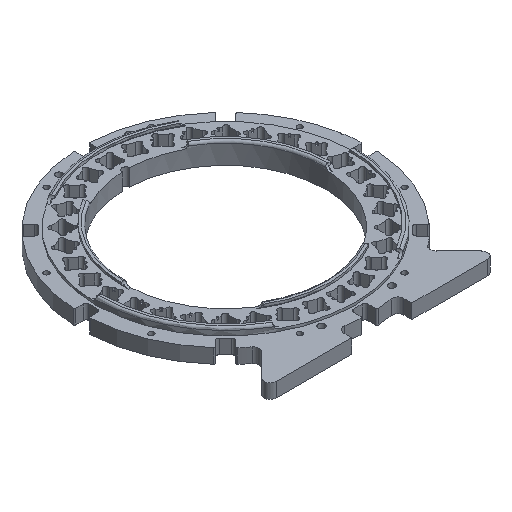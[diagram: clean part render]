
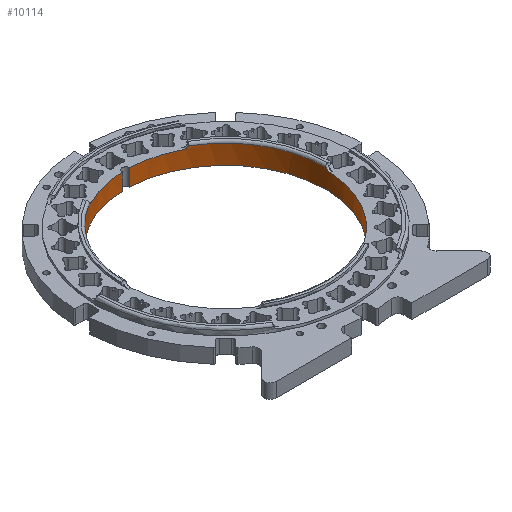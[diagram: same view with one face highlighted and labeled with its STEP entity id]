
A CAD part, isometric view. The second image highlights one B-rep face of the part: STEP entity #10114.
In plain terms, the highlighted cylindrical face has radius 83 mm (diameter 166 mm), a partial arc.
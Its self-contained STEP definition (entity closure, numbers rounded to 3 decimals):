
#43=B_SPLINE_CURVE_WITH_KNOTS('',3,(#15524,#15525,#15526,#15527,#15528,
#15529,#15530,#15531),.UNSPECIFIED.,.F.,.F.,(4,2,2,4),(1.406,
1.508,1.658,1.809),.UNSPECIFIED.);
#47=B_SPLINE_CURVE_WITH_KNOTS('',3,(#15566,#15567,#15568,#15569,#15570,
#15571,#15572,#15573),.UNSPECIFIED.,.F.,.F.,(4,2,2,4),(0.603,
0.754,0.905,1.006),.UNSPECIFIED.);
#63=B_SPLINE_CURVE_WITH_KNOTS('',3,(#15744,#15745,#15746,#15747,#15748,
#15749,#15750,#15751),.UNSPECIFIED.,.F.,.F.,(4,2,2,4),(1.406,
1.508,1.658,1.809),.UNSPECIFIED.);
#67=B_SPLINE_CURVE_WITH_KNOTS('',3,(#15786,#15787,#15788,#15789,#15790,
#15791,#15792,#15793),.UNSPECIFIED.,.F.,.F.,(4,2,2,4),(0.603,
0.754,0.905,1.006),.UNSPECIFIED.);
#83=B_SPLINE_CURVE_WITH_KNOTS('',3,(#16014,#16015,#16016,#16017,#16018,
#16019,#16020,#16021),.UNSPECIFIED.,.F.,.F.,(4,2,2,4),(1.406,
1.508,1.658,1.809),.UNSPECIFIED.);
#87=B_SPLINE_CURVE_WITH_KNOTS('',3,(#16056,#16057,#16058,#16059,#16060,
#16061,#16062,#16063),.UNSPECIFIED.,.F.,.F.,(4,2,2,4),(0.603,
0.754,0.905,1.006),.UNSPECIFIED.);
#917=FACE_OUTER_BOUND('',#1557,.T.);
#1557=EDGE_LOOP('',(#9013,#9014,#9015,#9016,#9017,#9018,#9019,#9020,#9021,
#9022,#9023,#9024,#9025,#9026,#9027,#9028));
#1633=LINE('',#14347,#2496);
#1634=LINE('',#14350,#2497);
#2496=VECTOR('',#11298,10.);
#2497=VECTOR('',#11301,10.);
#3527=CIRCLE('',#10370,83.);
#3529=CIRCLE('',#10372,83.);
#3531=CIRCLE('',#10374,83.);
#3533=CIRCLE('',#10376,83.);
#3624=CIRCLE('',#10468,83.);
#3654=CIRCLE('',#10537,83.);
#3667=CIRCLE('',#10562,83.);
#3679=CIRCLE('',#10590,83.);
#3921=VERTEX_POINT('',#14343);
#3922=VERTEX_POINT('',#14344);
#3923=VERTEX_POINT('',#14346);
#3924=VERTEX_POINT('',#14348);
#4257=VERTEX_POINT('',#15016);
#4260=VERTEX_POINT('',#15022);
#4261=VERTEX_POINT('',#15024);
#4264=VERTEX_POINT('',#15030);
#4265=VERTEX_POINT('',#15032);
#4268=VERTEX_POINT('',#15038);
#4432=VERTEX_POINT('',#15511);
#4436=VERTEX_POINT('',#15565);
#4456=VERTEX_POINT('',#15731);
#4460=VERTEX_POINT('',#15785);
#4481=VERTEX_POINT('',#16001);
#4485=VERTEX_POINT('',#16055);
#4912=EDGE_CURVE('',#3923,#3921,#1633,.T.);
#4914=EDGE_CURVE('',#3922,#3924,#1634,.T.);
#5247=EDGE_CURVE('',#4257,#3922,#3527,.T.);
#5251=EDGE_CURVE('',#4261,#4260,#3529,.T.);
#5255=EDGE_CURVE('',#4265,#4264,#3531,.T.);
#5259=EDGE_CURVE('',#3921,#4268,#3533,.T.);
#5380=EDGE_CURVE('',#3923,#3924,#3624,.T.);
#5446=EDGE_CURVE('',#4268,#4432,#43,.F.);
#5451=EDGE_CURVE('',#4265,#4436,#47,.T.);
#5474=EDGE_CURVE('',#4260,#4456,#63,.F.);
#5479=EDGE_CURVE('',#4257,#4460,#67,.T.);
#5494=EDGE_CURVE('',#4432,#4436,#3654,.T.);
#5507=EDGE_CURVE('',#4456,#4460,#3667,.T.);
#5527=EDGE_CURVE('',#4264,#4481,#83,.F.);
#5532=EDGE_CURVE('',#4261,#4485,#87,.T.);
#5547=EDGE_CURVE('',#4481,#4485,#3679,.T.);
#9013=ORIENTED_EDGE('',*,*,#4912,.T.);
#9014=ORIENTED_EDGE('',*,*,#5259,.T.);
#9015=ORIENTED_EDGE('',*,*,#5446,.T.);
#9016=ORIENTED_EDGE('',*,*,#5494,.T.);
#9017=ORIENTED_EDGE('',*,*,#5451,.F.);
#9018=ORIENTED_EDGE('',*,*,#5255,.T.);
#9019=ORIENTED_EDGE('',*,*,#5527,.T.);
#9020=ORIENTED_EDGE('',*,*,#5547,.T.);
#9021=ORIENTED_EDGE('',*,*,#5532,.F.);
#9022=ORIENTED_EDGE('',*,*,#5251,.T.);
#9023=ORIENTED_EDGE('',*,*,#5474,.T.);
#9024=ORIENTED_EDGE('',*,*,#5507,.T.);
#9025=ORIENTED_EDGE('',*,*,#5479,.F.);
#9026=ORIENTED_EDGE('',*,*,#5247,.T.);
#9027=ORIENTED_EDGE('',*,*,#4914,.T.);
#9028=ORIENTED_EDGE('',*,*,#5380,.F.);
#9609=CYLINDRICAL_SURFACE('',#11192,83.);
#10114=ADVANCED_FACE('',(#917),#9609,.F.);
#10370=AXIS2_PLACEMENT_3D('',#15017,#11802,#11803);
#10372=AXIS2_PLACEMENT_3D('',#15025,#11808,#11809);
#10374=AXIS2_PLACEMENT_3D('',#15033,#11814,#11815);
#10376=AXIS2_PLACEMENT_3D('',#15040,#11820,#11821);
#10468=AXIS2_PLACEMENT_3D('',#15282,#12034,#12035);
#10537=AXIS2_PLACEMENT_3D('',#15837,#12216,#12217);
#10562=AXIS2_PLACEMENT_3D('',#15863,#12266,#12267);
#10590=AXIS2_PLACEMENT_3D('',#16107,#12330,#12331);
#11192=AXIS2_PLACEMENT_3D('',#17599,#14059,#14060);
#11298=DIRECTION('',(0.,0.,1.));
#11301=DIRECTION('',(0.,0.,-1.));
#11802=DIRECTION('center_axis',(0.,0.,1.));
#11803=DIRECTION('ref_axis',(1.,0.,0.));
#11808=DIRECTION('center_axis',(0.,0.,1.));
#11809=DIRECTION('ref_axis',(1.,0.,0.));
#11814=DIRECTION('center_axis',(0.,0.,1.));
#11815=DIRECTION('ref_axis',(1.,0.,0.));
#11820=DIRECTION('center_axis',(0.,0.,1.));
#11821=DIRECTION('ref_axis',(1.,0.,0.));
#12034=DIRECTION('center_axis',(0.,0.,1.));
#12035=DIRECTION('ref_axis',(1.,0.,0.));
#12216=DIRECTION('center_axis',(0.,0.,1.));
#12217=DIRECTION('ref_axis',(-0.5,0.866,0.));
#12266=DIRECTION('center_axis',(0.,0.,1.));
#12267=DIRECTION('ref_axis',(1.,0.,0.));
#12330=DIRECTION('center_axis',(0.,0.,1.));
#12331=DIRECTION('ref_axis',(-0.5,-0.866,0.));
#14059=DIRECTION('center_axis',(0.,0.,1.));
#14060=DIRECTION('ref_axis',(0.,-1.,0.));
#14343=CARTESIAN_POINT('',(-3.,82.946,12.));
#14344=CARTESIAN_POINT('',(3.,82.946,12.));
#14346=CARTESIAN_POINT('',(-3.,82.946,-2.));
#14347=CARTESIAN_POINT('',(-3.,82.946,-2.));
#14348=CARTESIAN_POINT('',(3.,82.946,-2.));
#14350=CARTESIAN_POINT('',(3.,82.946,-2.));
#15016=CARTESIAN_POINT('',(37.988,73.797,12.));
#15017=CARTESIAN_POINT('Origin',(0.,0.,12.));
#15022=CARTESIAN_POINT('',(82.904,-4.,12.));
#15024=CARTESIAN_POINT('',(44.916,-69.797,12.));
#15025=CARTESIAN_POINT('Origin',(0.,0.,12.));
#15030=CARTESIAN_POINT('',(-44.916,-69.797,12.));
#15032=CARTESIAN_POINT('',(-82.904,-4.,12.));
#15033=CARTESIAN_POINT('Origin',(0.,0.,12.));
#15038=CARTESIAN_POINT('',(-37.988,73.797,12.));
#15040=CARTESIAN_POINT('Origin',(0.,0.,12.));
#15282=CARTESIAN_POINT('Origin',(0.,0.,-2.));
#15511=CARTESIAN_POINT('',(-41.035,72.147,14.));
#15524=CARTESIAN_POINT('Ctrl Pts',(-41.035,72.147,14.));
#15525=CARTESIAN_POINT('Ctrl Pts',(-40.88,72.235,13.691));
#15526=CARTESIAN_POINT('Ctrl Pts',(-40.69,72.342,13.41));
#15527=CARTESIAN_POINT('Ctrl Pts',(-40.171,72.632,12.816));
#15528=CARTESIAN_POINT('Ctrl Pts',(-39.777,72.849,12.508));
#15529=CARTESIAN_POINT('Ctrl Pts',(-38.909,73.317,12.1));
#15530=CARTESIAN_POINT('Ctrl Pts',(-38.434,73.567,12.));
#15531=CARTESIAN_POINT('Ctrl Pts',(-37.988,73.797,12.));
#15565=CARTESIAN_POINT('',(-82.998,-0.536,14.));
#15566=CARTESIAN_POINT('Ctrl Pts',(-82.904,-4.,
12.));
#15567=CARTESIAN_POINT('Ctrl Pts',(-82.928,-3.498,
12.));
#15568=CARTESIAN_POINT('Ctrl Pts',(-82.949,-2.962,
12.1));
#15569=CARTESIAN_POINT('Ctrl Pts',(-82.978,-1.977,
12.508));
#15570=CARTESIAN_POINT('Ctrl Pts',(-82.987,-1.527,12.816));
#15571=CARTESIAN_POINT('Ctrl Pts',(-82.995,-0.933,
13.41));
#15572=CARTESIAN_POINT('Ctrl Pts',(-82.997,-0.714,
13.691));
#15573=CARTESIAN_POINT('Ctrl Pts',(-82.998,-0.536,
14.));
#15731=CARTESIAN_POINT('',(82.998,-0.536,14.));
#15744=CARTESIAN_POINT('Ctrl Pts',(82.998,-0.536,
14.));
#15745=CARTESIAN_POINT('Ctrl Pts',(82.997,-0.714,
13.691));
#15746=CARTESIAN_POINT('Ctrl Pts',(82.995,-0.933,
13.41));
#15747=CARTESIAN_POINT('Ctrl Pts',(82.987,-1.527,12.816));
#15748=CARTESIAN_POINT('Ctrl Pts',(82.978,-1.977,12.508));
#15749=CARTESIAN_POINT('Ctrl Pts',(82.949,-2.962,12.1));
#15750=CARTESIAN_POINT('Ctrl Pts',(82.928,-3.498,12.));
#15751=CARTESIAN_POINT('Ctrl Pts',(82.904,-4.,12.));
#15785=CARTESIAN_POINT('',(41.035,72.147,14.));
#15786=CARTESIAN_POINT('Ctrl Pts',(37.988,73.797,12.));
#15787=CARTESIAN_POINT('Ctrl Pts',(38.434,73.567,12.));
#15788=CARTESIAN_POINT('Ctrl Pts',(38.909,73.317,12.1));
#15789=CARTESIAN_POINT('Ctrl Pts',(39.777,72.849,12.508));
#15790=CARTESIAN_POINT('Ctrl Pts',(40.171,72.632,12.816));
#15791=CARTESIAN_POINT('Ctrl Pts',(40.69,72.342,13.41));
#15792=CARTESIAN_POINT('Ctrl Pts',(40.88,72.235,13.691));
#15793=CARTESIAN_POINT('Ctrl Pts',(41.035,72.147,14.));
#15837=CARTESIAN_POINT('Origin',(0.,0.,
14.));
#15863=CARTESIAN_POINT('Origin',(0.,0.,
14.));
#16001=CARTESIAN_POINT('',(-41.963,-71.611,14.));
#16014=CARTESIAN_POINT('Ctrl Pts',(-41.963,-71.611,
14.));
#16015=CARTESIAN_POINT('Ctrl Pts',(-42.117,-71.52,
13.691));
#16016=CARTESIAN_POINT('Ctrl Pts',(-42.305,-71.409,
13.41));
#16017=CARTESIAN_POINT('Ctrl Pts',(-42.816,-71.105,
12.816));
#16018=CARTESIAN_POINT('Ctrl Pts',(-43.201,-70.873,12.508));
#16019=CARTESIAN_POINT('Ctrl Pts',(-44.04,-70.354,
12.1));
#16020=CARTESIAN_POINT('Ctrl Pts',(-44.493,-70.069,
12.));
#16021=CARTESIAN_POINT('Ctrl Pts',(-44.916,-69.797,
12.));
#16055=CARTESIAN_POINT('',(41.963,-71.611,14.));
#16056=CARTESIAN_POINT('Ctrl Pts',(44.916,-69.797,12.));
#16057=CARTESIAN_POINT('Ctrl Pts',(44.493,-70.069,12.));
#16058=CARTESIAN_POINT('Ctrl Pts',(44.04,-70.354,12.1));
#16059=CARTESIAN_POINT('Ctrl Pts',(43.201,-70.873,12.508));
#16060=CARTESIAN_POINT('Ctrl Pts',(42.816,-71.105,12.816));
#16061=CARTESIAN_POINT('Ctrl Pts',(42.305,-71.409,13.41));
#16062=CARTESIAN_POINT('Ctrl Pts',(42.117,-71.52,13.691));
#16063=CARTESIAN_POINT('Ctrl Pts',(41.963,-71.611,14.));
#16107=CARTESIAN_POINT('Origin',(0.,0.,
14.));
#17599=CARTESIAN_POINT('Origin',(0.,0.,-2.));
